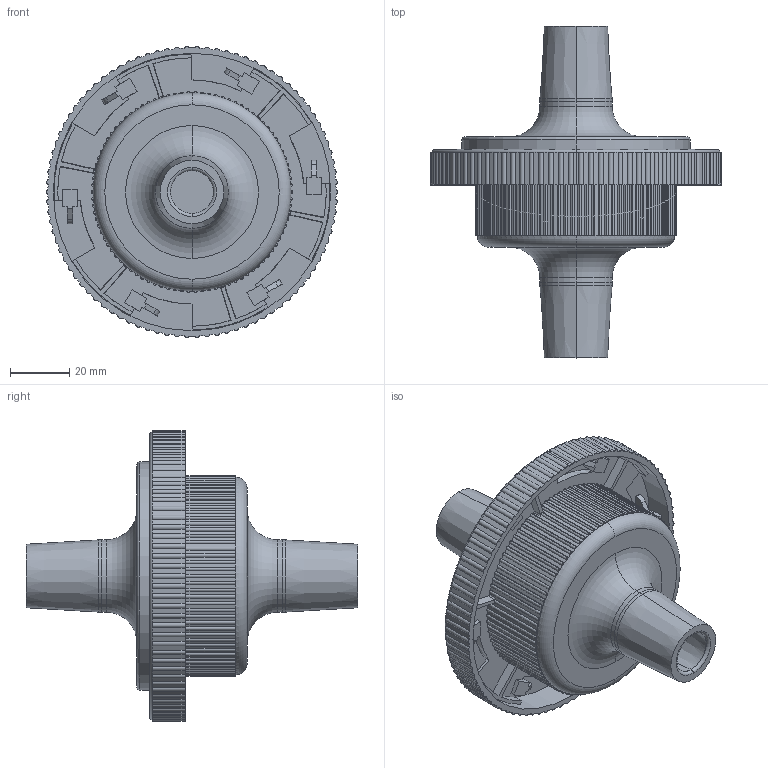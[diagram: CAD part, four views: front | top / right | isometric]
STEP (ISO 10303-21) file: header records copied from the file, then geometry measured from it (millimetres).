
FILE_DESCRIPTION (( 'STEP AP214' ), '1' );
FILE_NAME ('Filter Box v5.3.step', '2020-04-03T08:53:30', ( '' ), ( '' ), 'SwSTEP 2.0', 'SolidWorks 2019', '' );
FILE_SCHEMA (( 'AUTOMOTIVE_DESIGN' ));
Length unit declared in the file: millimetre
Products named in the file (1): Filter Box v5.3
Bounding box: 98.49 x 112.3 x 98.44 mm (x, y, z)
Volume: 74329.1 mm3; surface area: 69138.4 mm2
Topology: 4 solids, 4 shells, 889 faces, 2208 edges, 1335 vertices
Faces by surface type: cylinder 489, plane 334, torus 42, cone 12, bspline 12
Entity records: 26908 total; most frequent: DIRECTION 5129, CARTESIAN_POINT 5009, ORIENTED_EDGE 4416, EDGE_CURVE 2208, AXIS2_PLACEMENT_3D 2139, VERTEX_POINT 1335, CIRCLE 1261, EDGE_LOOP 915
